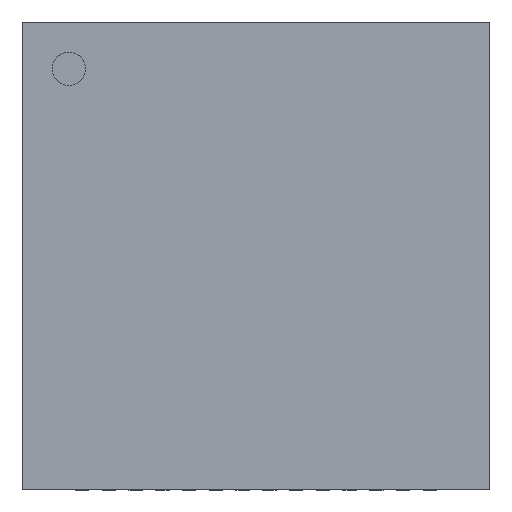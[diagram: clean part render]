
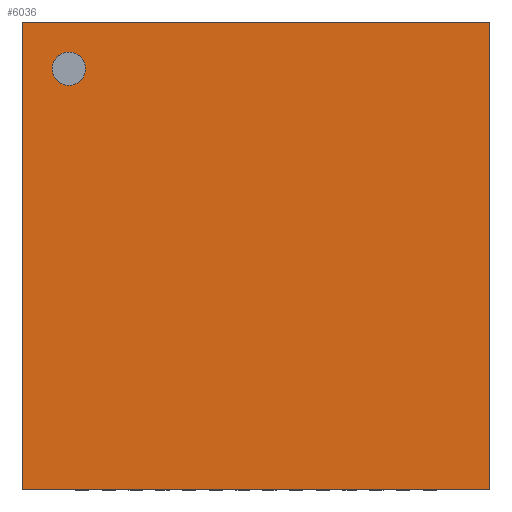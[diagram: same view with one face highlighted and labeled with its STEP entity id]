
A CAD part, top view. The second image highlights one B-rep face of the part: STEP entity #6036.
In plain terms, the highlighted planar face has unit normal (0, 0, 1).
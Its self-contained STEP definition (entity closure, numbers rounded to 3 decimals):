
#13=DIRECTION('',(0.,0.,1.));
#51=DIRECTION('',(0.,0.,-1.));
#159=VECTOR('',#160,1.);
#160=DIRECTION('',(1.,0.,0.));
#166=VECTOR('',#167,1.);
#167=DIRECTION('',(0.,-1.,0.));
#1499=ORIENTED_EDGE('',*,*,#1500,.F.);
#1500=EDGE_CURVE('',#1501,#1503,#1505,.T.);
#1501=VERTEX_POINT('',#1502);
#1502=CARTESIAN_POINT('',(-3.49,3.49,0.92));
#1503=VERTEX_POINT('',#1504);
#1504=CARTESIAN_POINT('',(3.49,3.49,0.92));
#1505=LINE('',#1502,#159);
#1757=ORIENTED_EDGE('',*,*,#1758,.T.);
#1758=EDGE_CURVE('',#1501,#1759,#1761,.T.);
#1759=VERTEX_POINT('',#1760);
#1760=CARTESIAN_POINT('',(-3.49,-3.49,0.92));
#1761=LINE('',#1502,#166);
#3745=EDGE_CURVE('',#1503,#3746,#3748,.T.);
#3746=VERTEX_POINT('',#3747);
#3747=CARTESIAN_POINT('',(3.49,-3.49,0.92));
#3748=LINE('',#1504,#166);
#3982=EDGE_CURVE('',#1759,#3746,#3983,.T.);
#3983=LINE('',#1760,#159);
#6036=ADVANCED_FACE('',(#6037,#6041),#6050,.T.);
#6037=FACE_BOUND('',#6038,.T.);
#6038=EDGE_LOOP('',(#1499,#1757,#6039,#6040));
#6039=ORIENTED_EDGE('',*,*,#3982,.T.);
#6040=ORIENTED_EDGE('',*,*,#3745,.F.);
#6041=FACE_BOUND('',#6042,.T.);
#6042=EDGE_LOOP('',(#6043));
#6043=ORIENTED_EDGE('',*,*,#6044,.T.);
#6044=EDGE_CURVE('',#6045,#6045,#6047,.T.);
#6045=VERTEX_POINT('',#6046);
#6046=CARTESIAN_POINT('',(-2.8,2.55,0.92));
#6047=CIRCLE('',#6048,0.25);
#6048=AXIS2_PLACEMENT_3D('',#6049,#51,#167);
#6049=CARTESIAN_POINT('',(-2.8,2.8,0.92));
#6050=PLANE('',#6051);
#6051=AXIS2_PLACEMENT_3D('',#1502,#13,#167);
